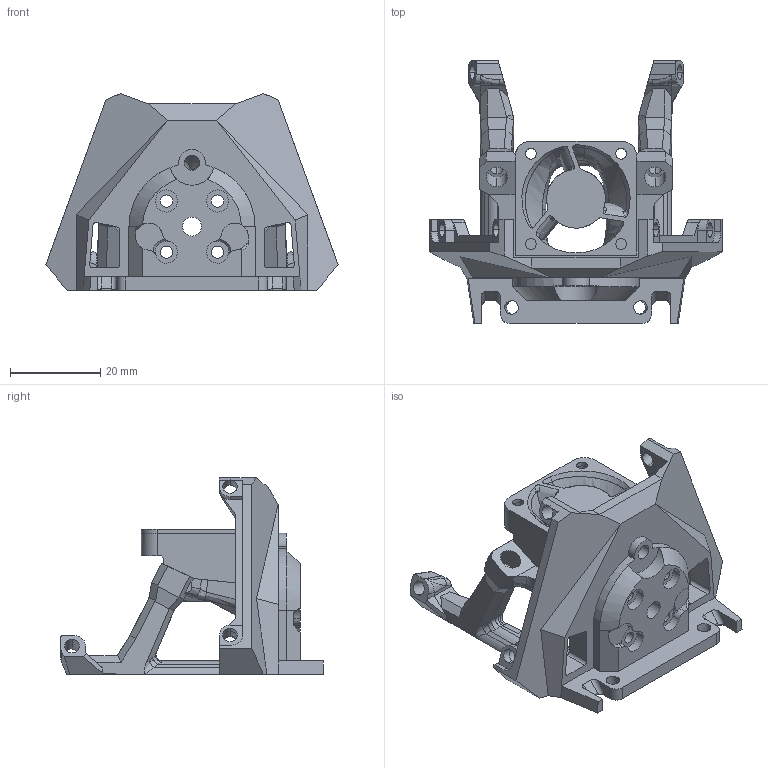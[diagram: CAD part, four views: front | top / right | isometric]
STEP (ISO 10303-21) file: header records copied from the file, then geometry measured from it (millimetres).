
FILE_DESCRIPTION (( 'STEP AP214' ), '1' );
FILE_NAME ('Dragon_UHF_mount.STEP', '2024-01-26T14:21:50', ( '' ), ( '' ), 'SwSTEP 2.0', 'SolidWorks 2020', '' );
FILE_SCHEMA (( 'AUTOMOTIVE_DESIGN' ));
Length unit declared in the file: millimetre
Products named in the file (1): Dragon_UHF_mount
Bounding box: 64.72 x 58.12 x 43.62 mm (x, y, z)
Volume: 20067.7 mm3; surface area: 15280.1 mm2
Topology: 2 solids, 4 shells, 742 faces, 2081 edges, 1336 vertices
Faces by surface type: plane 318, cylinder 198, bspline 180, torus 24, cone 18, sphere 4
Entity records: 30655 total; most frequent: CARTESIAN_POINT 13386, ORIENTED_EDGE 4154, DIRECTION 2870, EDGE_CURVE 2077, VERTEX_POINT 1336, VECTOR 980, LINE 980, AXIS2_PLACEMENT_3D 945
